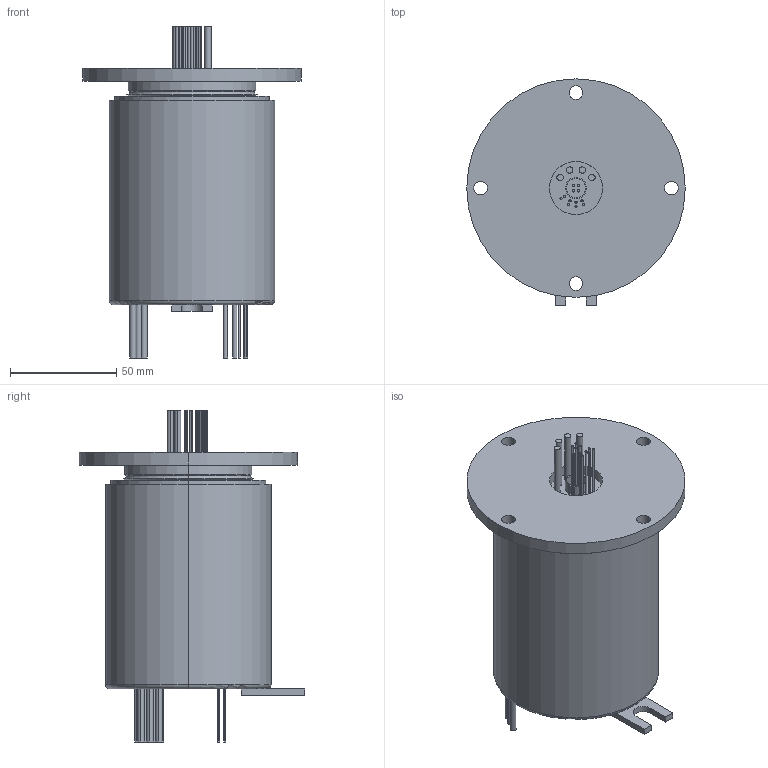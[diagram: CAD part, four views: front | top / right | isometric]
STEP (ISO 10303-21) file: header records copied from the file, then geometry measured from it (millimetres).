
FILE_DESCRIPTION (( 'STEP AP214' ), '1' );
FILE_NAME ('275-0804-1E100 Rev A.STEP', '2022-08-01T04:11:49', ( 'home' ), ( '' ), 'SwSTEP 2.0', 'SolidWorks 2020', '' );
FILE_SCHEMA (( 'AUTOMOTIVE_DESIGN' ));
Length unit declared in the file: millimetre
Products named in the file (1): 275-0804-1E100 Rev A
Bounding box: 103 x 106.5 x 156.5 mm (x, y, z)
Volume: 539215.8 mm3; surface area: 54195.2 mm2
Topology: 1 solids, 1 shells, 159 faces, 332 edges, 218 vertices
Faces by surface type: cylinder 97, plane 54, torus 6, cone 2
Entity records: 4386 total; most frequent: DIRECTION 862, CARTESIAN_POINT 710, ORIENTED_EDGE 664, AXIS2_PLACEMENT_3D 370, EDGE_CURVE 332, VERTEX_POINT 218, CIRCLE 210, EDGE_LOOP 210
